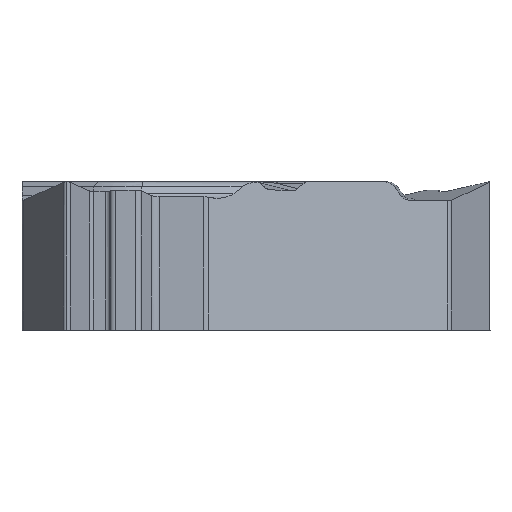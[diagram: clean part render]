
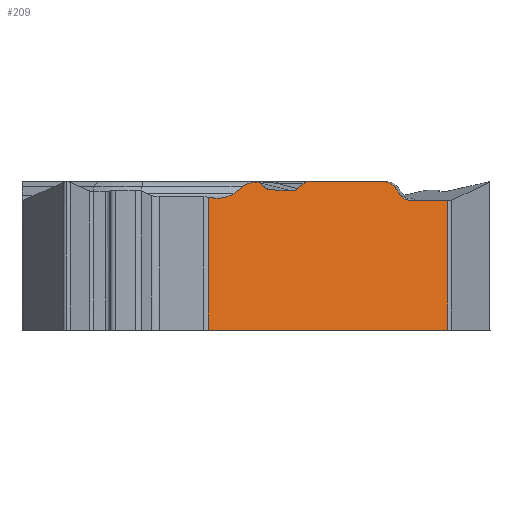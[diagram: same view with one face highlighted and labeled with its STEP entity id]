
A CAD part, front view. The second image highlights one B-rep face of the part: STEP entity #209.
In plain terms, the highlighted planar face has unit normal (0.5, -0.866, 0).
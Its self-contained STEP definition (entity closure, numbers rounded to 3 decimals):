
#209=ADVANCED_FACE('',(#387),#327,.F.);
#327=PLANE('',#2486);
#387=FACE_OUTER_BOUND('',#512,.T.);
#512=EDGE_LOOP('',(#806,#807,#808,#809,#810,#811,#812,#813,#814,#815,#816,
#817,#818,#819,#820,#821,#822,#823,#824));
#646=ELLIPSE('',#2481,0.392,0.32);
#647=ELLIPSE('',#2482,0.377,0.32);
#648=ELLIPSE('',#2483,0.167,0.15);
#649=ELLIPSE('',#2484,0.64,0.32);
#650=ELLIPSE('',#2485,0.64,0.32);
#806=ORIENTED_EDGE('',*,*,#1714,.F.);
#807=ORIENTED_EDGE('',*,*,#1715,.T.);
#808=ORIENTED_EDGE('',*,*,#1716,.F.);
#809=ORIENTED_EDGE('',*,*,#1717,.T.);
#810=ORIENTED_EDGE('',*,*,#1718,.T.);
#811=ORIENTED_EDGE('',*,*,#1719,.F.);
#812=ORIENTED_EDGE('',*,*,#1720,.F.);
#813=ORIENTED_EDGE('',*,*,#1721,.F.);
#814=ORIENTED_EDGE('',*,*,#1722,.T.);
#815=ORIENTED_EDGE('',*,*,#1723,.T.);
#816=ORIENTED_EDGE('',*,*,#1724,.T.);
#817=ORIENTED_EDGE('',*,*,#1725,.T.);
#818=ORIENTED_EDGE('',*,*,#1726,.T.);
#819=ORIENTED_EDGE('',*,*,#1727,.F.);
#820=ORIENTED_EDGE('',*,*,#1728,.F.);
#821=ORIENTED_EDGE('',*,*,#1729,.F.);
#822=ORIENTED_EDGE('',*,*,#1730,.T.);
#823=ORIENTED_EDGE('',*,*,#1731,.T.);
#824=ORIENTED_EDGE('',*,*,#1732,.T.);
#1468=VERTEX_POINT('',#4082);
#1469=VERTEX_POINT('',#4083);
#1470=VERTEX_POINT('',#4085);
#1471=VERTEX_POINT('',#4087);
#1472=VERTEX_POINT('',#4089);
#1473=VERTEX_POINT('',#4091);
#1474=VERTEX_POINT('',#4093);
#1475=VERTEX_POINT('',#4095);
#1476=VERTEX_POINT('',#4097);
#1477=VERTEX_POINT('',#4099);
#1478=VERTEX_POINT('',#4110);
#1479=VERTEX_POINT('',#4112);
#1480=VERTEX_POINT('',#4126);
#1481=VERTEX_POINT('',#4128);
#1482=VERTEX_POINT('',#4139);
#1483=VERTEX_POINT('',#4141);
#1484=VERTEX_POINT('',#4143);
#1485=VERTEX_POINT('',#4145);
#1486=VERTEX_POINT('',#4147);
#1714=EDGE_CURVE('',#1468,#1469,#2023,.T.);
#1715=EDGE_CURVE('',#1468,#1470,#2024,.T.);
#1716=EDGE_CURVE('',#1471,#1470,#2025,.T.);
#1717=EDGE_CURVE('',#1471,#1472,#646,.T.);
#1718=EDGE_CURVE('',#1472,#1473,#2026,.T.);
#1719=EDGE_CURVE('',#1474,#1473,#647,.T.);
#1720=EDGE_CURVE('',#1475,#1474,#2027,.T.);
#1721=EDGE_CURVE('',#1476,#1475,#648,.T.);
#1722=EDGE_CURVE('',#1476,#1477,#2028,.T.);
#1723=EDGE_CURVE('',#1477,#1478,#2380,.T.);
#1724=EDGE_CURVE('',#1478,#1479,#2029,.T.);
#1725=EDGE_CURVE('',#1479,#1480,#2381,.T.);
#1726=EDGE_CURVE('',#1480,#1481,#2030,.T.);
#1727=EDGE_CURVE('',#1482,#1481,#2382,.T.);
#1728=EDGE_CURVE('',#1483,#1482,#649,.T.);
#1729=EDGE_CURVE('',#1484,#1483,#2031,.T.);
#1730=EDGE_CURVE('',#1484,#1485,#650,.T.);
#1731=EDGE_CURVE('',#1485,#1486,#2032,.T.);
#1732=EDGE_CURVE('',#1486,#1469,#2033,.T.);
#2023=LINE('',#4081,#2218);
#2024=LINE('',#4084,#2219);
#2025=LINE('',#4086,#2220);
#2026=LINE('',#4090,#2221);
#2027=LINE('',#4094,#2222);
#2028=LINE('',#4098,#2223);
#2029=LINE('',#4111,#2224);
#2030=LINE('',#4127,#2225);
#2031=LINE('',#4142,#2226);
#2032=LINE('',#4146,#2227);
#2033=LINE('',#4148,#2228);
#2218=VECTOR('',#2832,1.);
#2219=VECTOR('',#2833,1.);
#2220=VECTOR('',#2834,1.);
#2221=VECTOR('',#2837,1.);
#2222=VECTOR('',#2840,1.);
#2223=VECTOR('',#2843,1.);
#2224=VECTOR('',#2844,1.);
#2225=VECTOR('',#2845,1.);
#2226=VECTOR('',#2848,1.);
#2227=VECTOR('',#2851,1.);
#2228=VECTOR('',#2852,1.);
#2380=B_SPLINE_CURVE_WITH_KNOTS('',3,(#4100,#4101,#4102,#4103,#4104,#4105,
#4106,#4107,#4108,#4109),.UNSPECIFIED.,.F.,.F.,(4,3,3,4),(0.,0.474,
0.706,1.),.UNSPECIFIED.);
#2381=B_SPLINE_CURVE_WITH_KNOTS('',3,(#4113,#4114,#4115,#4116,#4117,#4118,
#4119,#4120,#4121,#4122,#4123,#4124,#4125),.UNSPECIFIED.,.F.,.F.,(4,3,3,
3,4),(0.,0.25,0.499,0.746,1.),
 .UNSPECIFIED.);
#2382=B_SPLINE_CURVE_WITH_KNOTS('',3,(#4129,#4130,#4131,#4132,#4133,#4134,
#4135,#4136,#4137,#4138),.UNSPECIFIED.,.F.,.F.,(4,3,3,4),(0.,0.495,
0.94,1.),.UNSPECIFIED.);
#2481=AXIS2_PLACEMENT_3D('',#4088,#2835,#2836);
#2482=AXIS2_PLACEMENT_3D('',#4092,#2838,#2839);
#2483=AXIS2_PLACEMENT_3D('',#4096,#2841,#2842);
#2484=AXIS2_PLACEMENT_3D('',#4140,#2846,#2847);
#2485=AXIS2_PLACEMENT_3D('',#4144,#2849,#2850);
#2486=AXIS2_PLACEMENT_3D('',#4149,#2853,#2854);
#2832=DIRECTION('',(-0.866,-0.5,0.));
#2833=DIRECTION('',(0.,0.,1.));
#2834=DIRECTION('',(0.866,0.5,0.));
#2835=DIRECTION('',(-0.5,0.866,0.));
#2836=DIRECTION('',(-0.859,-0.496,0.124));
#2837=DIRECTION('',(-0.563,-0.325,0.759));
#2838=DIRECTION('',(-0.5,0.866,0.));
#2839=DIRECTION('',(-0.866,-0.5,0.));
#2840=DIRECTION('',(0.866,0.5,0.));
#2841=DIRECTION('',(-0.5,0.866,0.));
#2842=DIRECTION('',(-0.866,-0.5,0.));
#2843=DIRECTION('',(-0.687,-0.397,-0.608));
#2844=DIRECTION('',(-0.865,-0.499,0.049));
#2845=DIRECTION('',(-0.656,-0.378,0.653));
#2846=DIRECTION('',(-0.5,0.866,0.));
#2847=DIRECTION('',(-0.866,-0.5,0.));
#2848=DIRECTION('',(0.713,0.412,0.567));
#2849=DIRECTION('',(-0.5,0.866,0.));
#2850=DIRECTION('',(0.866,0.5,0.));
#2851=DIRECTION('',(-0.858,-0.496,0.133));
#2852=DIRECTION('',(0.,0.,-1.));
#2853=DIRECTION('',(-0.5,0.866,0.));
#2854=DIRECTION('',(-0.866,-0.5,0.));
#4081=CARTESIAN_POINT('',(8.733,-0.457,-3.97));
#4082=CARTESIAN_POINT('',(6.647,-1.662,-3.97));
#4083=CARTESIAN_POINT('',(0.226,-5.369,-3.97));
#4084=CARTESIAN_POINT('',(6.647,-1.662,0.));
#4085=CARTESIAN_POINT('',(6.647,-1.662,-0.5));
#4086=CARTESIAN_POINT('',(-3.971,-7.792,-0.5));
#4087=CARTESIAN_POINT('',(5.668,-2.227,-0.5));
#4088=CARTESIAN_POINT('',(5.651,-2.237,-0.179));
#4089=CARTESIAN_POINT('',(5.378,-2.395,-0.355));
#4090=CARTESIAN_POINT('',(1.269,-4.767,5.183));
#4091=CARTESIAN_POINT('',(5.212,-2.49,-0.132));
#4092=CARTESIAN_POINT('',(4.948,-2.643,-0.32));
#4093=CARTESIAN_POINT('',(4.948,-2.643,0.));
#4094=CARTESIAN_POINT('',(-3.971,-7.792,0.));
#4095=CARTESIAN_POINT('',(2.884,-3.834,0.));
#4096=CARTESIAN_POINT('',(2.884,-3.834,-0.15));
#4097=CARTESIAN_POINT('',(2.79,-3.888,-0.036));
#4098=CARTESIAN_POINT('',(-1.455,-6.34,-3.792));
#4099=CARTESIAN_POINT('',(2.626,-3.983,-0.181));
#4100=CARTESIAN_POINT('',(2.626,-3.983,-0.181));
#4101=CARTESIAN_POINT('',(2.603,-3.996,-0.201));
#4102=CARTESIAN_POINT('',(2.577,-4.011,-0.217));
#4103=CARTESIAN_POINT('',(2.55,-4.027,-0.227));
#4104=CARTESIAN_POINT('',(2.536,-4.035,-0.232));
#4105=CARTESIAN_POINT('',(2.522,-4.043,-0.236));
#4106=CARTESIAN_POINT('',(2.508,-4.051,-0.238));
#4107=CARTESIAN_POINT('',(2.49,-4.061,-0.242));
#4108=CARTESIAN_POINT('',(2.472,-4.072,-0.243));
#4109=CARTESIAN_POINT('',(2.454,-4.082,-0.242));
#4110=CARTESIAN_POINT('',(2.454,-4.082,-0.242));
#4111=CARTESIAN_POINT('',(8.709,-0.471,-0.593));
#4112=CARTESIAN_POINT('',(1.894,-4.406,-0.21));
#4113=CARTESIAN_POINT('',(1.894,-4.406,-0.21));
#4114=CARTESIAN_POINT('',(1.878,-4.415,-0.209));
#4115=CARTESIAN_POINT('',(1.863,-4.424,-0.207));
#4116=CARTESIAN_POINT('',(1.847,-4.433,-0.203));
#4117=CARTESIAN_POINT('',(1.832,-4.442,-0.199));
#4118=CARTESIAN_POINT('',(1.817,-4.45,-0.194));
#4119=CARTESIAN_POINT('',(1.802,-4.459,-0.187));
#4120=CARTESIAN_POINT('',(1.788,-4.467,-0.18));
#4121=CARTESIAN_POINT('',(1.774,-4.475,-0.172));
#4122=CARTESIAN_POINT('',(1.761,-4.483,-0.163));
#4123=CARTESIAN_POINT('',(1.747,-4.491,-0.153));
#4124=CARTESIAN_POINT('',(1.734,-4.498,-0.142));
#4125=CARTESIAN_POINT('',(1.722,-4.505,-0.13));
#4126=CARTESIAN_POINT('',(1.722,-4.505,-0.13));
#4127=CARTESIAN_POINT('',(5.684,-2.218,-4.079));
#4128=CARTESIAN_POINT('',(1.63,-4.558,-0.038));
#4129=CARTESIAN_POINT('',(1.538,-4.611,-0.001));
#4130=CARTESIAN_POINT('',(1.554,-4.602,0.));
#4131=CARTESIAN_POINT('',(1.571,-4.592,-0.003));
#4132=CARTESIAN_POINT('',(1.586,-4.583,-0.009));
#4133=CARTESIAN_POINT('',(1.6,-4.575,-0.015));
#4134=CARTESIAN_POINT('',(1.613,-4.568,-0.023));
#4135=CARTESIAN_POINT('',(1.625,-4.561,-0.034));
#4136=CARTESIAN_POINT('',(1.627,-4.56,-0.035));
#4137=CARTESIAN_POINT('',(1.628,-4.559,-0.037));
#4138=CARTESIAN_POINT('',(1.63,-4.558,-0.038));
#4139=CARTESIAN_POINT('',(1.538,-4.611,-0.001));
#4140=CARTESIAN_POINT('',(1.581,-4.587,-0.32));
#4141=CARTESIAN_POINT('',(1.132,-4.845,-0.132));
#4142=CARTESIAN_POINT('',(6.344,-1.837,4.009));
#4143=CARTESIAN_POINT('',(0.915,-4.971,-0.304));
#4144=CARTESIAN_POINT('',(0.467,-5.23,-0.116));
#4145=CARTESIAN_POINT('',(0.324,-5.312,-0.425));
#4146=CARTESIAN_POINT('',(8.537,-0.571,-1.696));
#4147=CARTESIAN_POINT('',(0.226,-5.369,-0.41));
#4148=CARTESIAN_POINT('',(0.226,-5.369,0.));
#4149=CARTESIAN_POINT('',(8.733,-0.457,0.));
